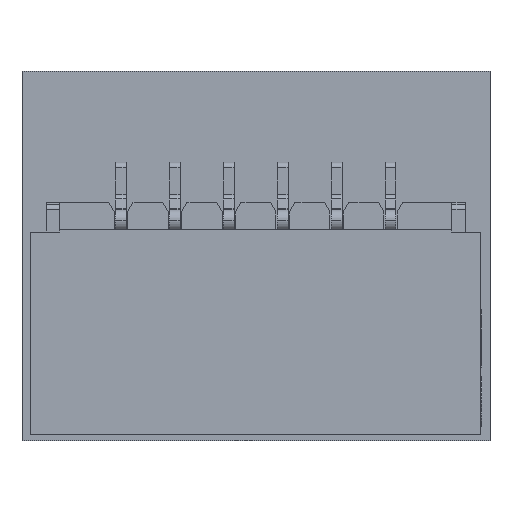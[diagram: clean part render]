
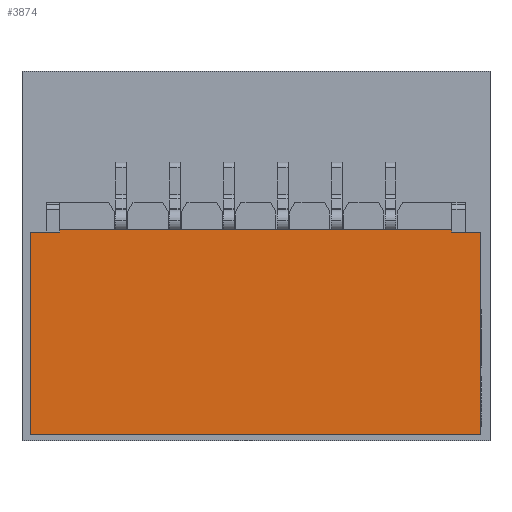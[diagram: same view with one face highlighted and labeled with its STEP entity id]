
A CAD part, top view. The second image highlights one B-rep face of the part: STEP entity #3874.
In plain terms, the highlighted planar face has unit normal (0, 0, 1).
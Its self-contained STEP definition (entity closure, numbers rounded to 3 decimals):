
#2103 = VERTEX_POINT('',#2104);
#2104 = CARTESIAN_POINT('',(4.17,0.869,3.14)
  );
#2110 = EDGE_CURVE('',#2111,#2103,#2113,.T.);
#2111 = VERTEX_POINT('',#2112);
#2112 = CARTESIAN_POINT('',(4.17,-2.881,3.14
    ));
#2113 = LINE('',#2114,#2115);
#2114 = CARTESIAN_POINT('',(4.17,-2.881,3.14
    ));
#2115 = VECTOR('',#2116,1.);
#2116 = DIRECTION('',(0.,1.,0.));
#3262 = VERTEX_POINT('',#3263);
#3263 = CARTESIAN_POINT('',(3.63,0.869,3.14
    ));
#3269 = EDGE_CURVE('',#3262,#2103,#3270,.T.);
#3270 = LINE('',#3271,#3272);
#3271 = CARTESIAN_POINT('',(3.63,0.869,3.14
    ));
#3272 = VECTOR('',#3273,1.);
#3273 = DIRECTION('',(1.,0.,0.));
#3874 = ADVANCED_FACE('',(#3875),#3925,.F.);
#3875 = FACE_BOUND('',#3876,.T.);
#3876 = EDGE_LOOP('',(#3877,#3885,#3893,#3901,#3909,#3917,#3923,#3924));
#3877 = ORIENTED_EDGE('',*,*,#3878,.T.);
#3878 = EDGE_CURVE('',#3262,#3879,#3881,.T.);
#3879 = VERTEX_POINT('',#3880);
#3880 = CARTESIAN_POINT('',(3.63,0.919,3.14
    ));
#3881 = LINE('',#3882,#3883);
#3882 = CARTESIAN_POINT('',(3.63,0.869,3.14
    ));
#3883 = VECTOR('',#3884,1.);
#3884 = DIRECTION('',(0.,1.,0.));
#3885 = ORIENTED_EDGE('',*,*,#3886,.F.);
#3886 = EDGE_CURVE('',#3887,#3879,#3889,.T.);
#3887 = VERTEX_POINT('',#3888);
#3888 = CARTESIAN_POINT('',(-3.64,0.919,
    3.14));
#3889 = LINE('',#3890,#3891);
#3890 = CARTESIAN_POINT('',(0.37,0.919,3.14
    ));
#3891 = VECTOR('',#3892,1.);
#3892 = DIRECTION('',(1.,0.,0.));
#3893 = ORIENTED_EDGE('',*,*,#3894,.F.);
#3894 = EDGE_CURVE('',#3895,#3887,#3897,.T.);
#3895 = VERTEX_POINT('',#3896);
#3896 = CARTESIAN_POINT('',(-3.64,0.869,
    3.14));
#3897 = LINE('',#3898,#3899);
#3898 = CARTESIAN_POINT('',(-3.64,0.869,
    3.14));
#3899 = VECTOR('',#3900,1.);
#3900 = DIRECTION('',(0.,1.,0.));
#3901 = ORIENTED_EDGE('',*,*,#3902,.T.);
#3902 = EDGE_CURVE('',#3895,#3903,#3905,.T.);
#3903 = VERTEX_POINT('',#3904);
#3904 = CARTESIAN_POINT('',(-4.18,0.869,
    3.14));
#3905 = LINE('',#3906,#3907);
#3906 = CARTESIAN_POINT('',(-3.64,0.869,
    3.14));
#3907 = VECTOR('',#3908,1.);
#3908 = DIRECTION('',(-1.,0.,0.));
#3909 = ORIENTED_EDGE('',*,*,#3910,.F.);
#3910 = EDGE_CURVE('',#3911,#3903,#3913,.T.);
#3911 = VERTEX_POINT('',#3912);
#3912 = CARTESIAN_POINT('',(-4.18,-2.881,
    3.14));
#3913 = LINE('',#3914,#3915);
#3914 = CARTESIAN_POINT('',(-4.18,-2.881,
    3.14));
#3915 = VECTOR('',#3916,1.);
#3916 = DIRECTION('',(0.,1.,0.));
#3917 = ORIENTED_EDGE('',*,*,#3918,.F.);
#3918 = EDGE_CURVE('',#2111,#3911,#3919,.T.);
#3919 = LINE('',#3920,#3921);
#3920 = CARTESIAN_POINT('',(-4.18,-2.881,
    3.14));
#3921 = VECTOR('',#3922,1.);
#3922 = DIRECTION('',(-1.,0.,0.));
#3923 = ORIENTED_EDGE('',*,*,#2110,.T.);
#3924 = ORIENTED_EDGE('',*,*,#3269,.F.);
#3925 = PLANE('',#3926);
#3926 = AXIS2_PLACEMENT_3D('',#3927,#3928,#3929);
#3927 = CARTESIAN_POINT('',(-4.18,-2.881,
    3.14));
#3928 = DIRECTION('',(0.,0.,-1.));
#3929 = DIRECTION('',(0.,1.,0.));
